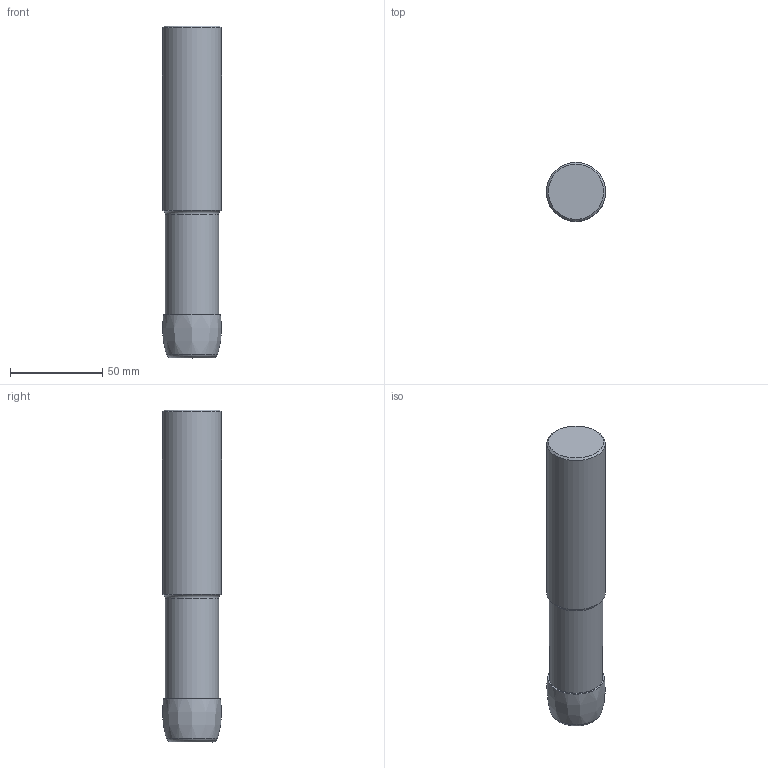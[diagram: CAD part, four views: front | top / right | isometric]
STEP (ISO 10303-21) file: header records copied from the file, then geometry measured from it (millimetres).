
FILE_DESCRIPTION(/* description */ (''),/* implementation_level */ '2;1');
FILE_NAME(/* name */ '7820076_7801437.stp',/* time_stamp */ '2020-01-14T16:17:04+09:00',/* author */ (''),/* organization */ (''),/* preprocessor_version */ 'ST-DEVELOPER v16.7',/* originating_system */ 'SIEMENS PLM Software NX 12.0',/* authorisation */ '');
FILE_SCHEMA (('AUTOMOTIVE_DESIGN { 1 0 10303 214 3 1 1 1 }'));
Length unit declared in the file: millimetre
Products named in the file (3): NOCUT_7820076_7801437; CUT_7820076_7801437; 7820076_7801437
Assembly tree (2 placements, depth 2):
  7820076_7801437
    CUT_7820076_7801437
    NOCUT_7820076_7801437
Bounding box: 32 x 32 x 180 mm (x, y, z)
Volume: 135053 mm3; surface area: 20216.8 mm2
Topology: 2 solids, 2 shells, 10 faces, 32 edges, 54 vertices
Faces by surface type: plane 4, torus 2, cylinder 2, bspline 1, cone 1
Full cylindrical faces by diameter (mm): 29 x1, 32 x1
Entity records: 554 total; most frequent: CARTESIAN_POINT 108, DIRECTION 66, STYLED_ITEM 34, PRESENTATION_STYLE_ASSIGNMENT 34, AXIS2_PLACEMENT_3D 28, CURVE_STYLE 22, DRAUGHTING_PRE_DEFINED_CURVE_FONT 22, EDGE_LOOP 16
